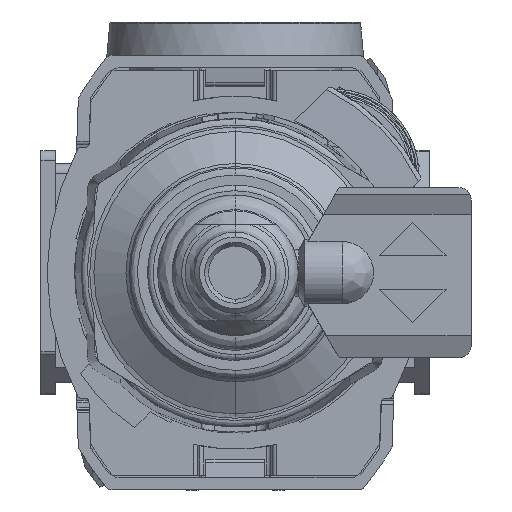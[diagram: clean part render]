
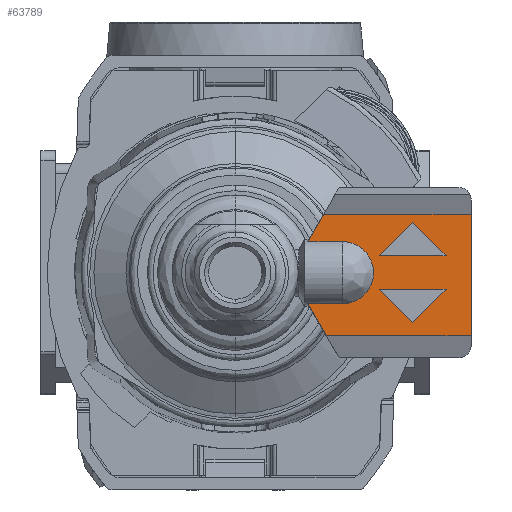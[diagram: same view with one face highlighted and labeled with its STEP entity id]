
A CAD part, front view. The second image highlights one B-rep face of the part: STEP entity #63789.
In plain terms, the highlighted planar face has unit normal (0, -1, 0).
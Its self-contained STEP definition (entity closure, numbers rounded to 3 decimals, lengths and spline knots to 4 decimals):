
#135 = ORIENTED_EDGE ( 'NONE', *, *, #24070, .F. ) ;
#740 = VECTOR ( 'NONE', #69917, 39.3701 ) ;
#1894 = AXIS2_PLACEMENT_3D ( 'NONE', #83568, #25678, #54192 ) ;
#2443 = VECTOR ( 'NONE', #66239, 39.3701 ) ;
#3341 = VERTEX_POINT ( 'NONE', #66462 ) ;
#3454 = ORIENTED_EDGE ( 'NONE', *, *, #40080, .F. ) ;
#5109 = LINE ( 'NONE', #34085, #78975 ) ;
#5142 = EDGE_CURVE ( 'NONE', #66794, #65673, #14544, .T. ) ;
#5843 = LINE ( 'NONE', #78460, #740 ) ;
#5852 = CARTESIAN_POINT ( 'NONE',  ( 1.1122, -4.2477, 0.2756 ) ) ;
#6794 = CARTESIAN_POINT ( 'NONE',  ( 1.1115, -4.2477, 0.2756 ) ) ;
#7195 = DIRECTION ( 'NONE',  ( 0.707, 0., -0.707 ) ) ;
#9370 = VERTEX_POINT ( 'NONE', #12064 ) ;
#9761 = VERTEX_POINT ( 'NONE', #36610 ) ;
#12064 = CARTESIAN_POINT ( 'NONE',  ( 0.3423, -4.2477, -0.1466 ) ) ;
#12547 = EDGE_CURVE ( 'NONE', #3341, #71088, #69404, .T. ) ;
#14544 = LINE ( 'NONE', #89481, #2443 ) ;
#16664 = PLANE ( 'NONE',  #1894 ) ;
#17620 = FACE_OUTER_BOUND ( 'NONE', #89851, .T. ) ;
#18131 = EDGE_CURVE ( 'NONE', #9370, #79302, #72212, .T. ) ;
#20270 = CARTESIAN_POINT ( 'NONE',  ( 0.5051, -4.2477, -0.1466 ) ) ;
#21165 = VECTOR ( 'NONE', #93807, 39.3701 ) ;
#23100 = CARTESIAN_POINT ( 'NONE',  ( 0.4168, -4.2477, 0.2756 ) ) ;
#23619 = EDGE_CURVE ( 'NONE', #79302, #28285, #74329, .T. ) ;
#24070 = EDGE_CURVE ( 'NONE', #66463, #89231, #5843, .T. ) ;
#24157 = DIRECTION ( 'NONE',  ( 0., -1., 0. ) ) ;
#24812 = CARTESIAN_POINT ( 'NONE',  ( 0.9933, -4.2477, 0.0787 ) ) ;
#25678 = DIRECTION ( 'NONE',  ( 0., 1., 0. ) ) ;
#27301 = VERTEX_POINT ( 'NONE', #6794 ) ;
#27312 = CARTESIAN_POINT ( 'NONE',  ( 0.4297, -4.2477, -0.2981 ) ) ;
#27485 = DIRECTION ( 'NONE',  ( -1., 0., 0. ) ) ;
#27637 = CARTESIAN_POINT ( 'NONE',  ( 0.6783, -4.2477, -0.0787 ) ) ;
#27861 = ORIENTED_EDGE ( 'NONE', *, *, #76808, .F. ) ;
#28285 = VERTEX_POINT ( 'NONE', #35311 ) ;
#28720 = ORIENTED_EDGE ( 'NONE', *, *, #73073, .F. ) ;
#31550 = DIRECTION ( 'NONE',  ( -1., 0., 0. ) ) ;
#31697 = LINE ( 'NONE', #60160, #33329 ) ;
#33329 = VECTOR ( 'NONE', #45937, 39.3701 ) ;
#33343 = LINE ( 'NONE', #24812, #40988 ) ;
#33479 = AXIS2_PLACEMENT_3D ( 'NONE', #67824, #24157, #45088 ) ;
#33556 = VECTOR ( 'NONE', #27485, 39.3701 ) ;
#34085 = CARTESIAN_POINT ( 'NONE',  ( 0.4297, -4.2477, -0.2981 ) ) ;
#34824 = DIRECTION ( 'NONE',  ( 1., 0., 0. ) ) ;
#35311 = CARTESIAN_POINT ( 'NONE',  ( 0.5051, -4.2477, 0.1466 ) ) ;
#36169 = CARTESIAN_POINT ( 'NONE',  ( 0.6626, -4.2477, -0.1466 ) ) ;
#36387 = LINE ( 'NONE', #64875, #21165 ) ;
#36610 = CARTESIAN_POINT ( 'NONE',  ( 0.8358, -4.2477, 0.2362 ) ) ;
#37087 = DIRECTION ( 'NONE',  ( 1., 0., 0. ) ) ;
#37509 = CARTESIAN_POINT ( 'NONE',  ( 0.6783, -4.2477, 0.0787 ) ) ;
#38280 = LINE ( 'NONE', #74299, #77755 ) ;
#38526 = FACE_BOUND ( 'NONE', #46712, .T. ) ;
#40080 = EDGE_CURVE ( 'NONE', #9761, #66463, #38280, .T. ) ;
#40392 = VERTEX_POINT ( 'NONE', #42981 ) ;
#40533 = VECTOR ( 'NONE', #34824, 39.3701 ) ;
#40988 = VECTOR ( 'NONE', #53783, 39.3701 ) ;
#42981 = CARTESIAN_POINT ( 'NONE',  ( 1.1115, -4.2477, -0.2981 ) ) ;
#44173 = LINE ( 'NONE', #82080, #55187 ) ;
#44613 = EDGE_CURVE ( 'NONE', #65673, #27301, #70879, .T. ) ;
#45088 = DIRECTION ( 'NONE',  ( 0., 0., -1. ) ) ;
#45937 = DIRECTION ( 'NONE',  ( -1., 0., 0. ) ) ;
#46099 = ORIENTED_EDGE ( 'NONE', *, *, #5142, .F. ) ;
#46712 = EDGE_LOOP ( 'NONE', ( #3454, #88931, #135 ) ) ;
#46813 = DIRECTION ( 'NONE',  ( -0.707, 0., -0.707 ) ) ;
#48559 = ORIENTED_EDGE ( 'NONE', *, *, #44613, .F. ) ;
#51099 = EDGE_CURVE ( 'NONE', #81626, #9370, #5109, .T. ) ;
#51397 = CARTESIAN_POINT ( 'NONE',  ( 0.9933, -4.2477, 0.0787 ) ) ;
#52149 = EDGE_LOOP ( 'NONE', ( #69838, #28720, #72757 ) ) ;
#52705 = DIRECTION ( 'NONE',  ( 0.707, 0., 0.707 ) ) ;
#53304 = CARTESIAN_POINT ( 'NONE',  ( 0.8358, -4.2477, -0.2362 ) ) ;
#53783 = DIRECTION ( 'NONE',  ( -0.707, 0., 0.707 ) ) ;
#54192 = DIRECTION ( 'NONE',  ( 0., 0., 1. ) ) ;
#55187 = VECTOR ( 'NONE', #52705, 39.3701 ) ;
#59159 = VECTOR ( 'NONE', #37087, 39.3701 ) ;
#59269 = EDGE_CURVE ( 'NONE', #62232, #3341, #31697, .T. ) ;
#59588 = EDGE_CURVE ( 'NONE', #89231, #9761, #33343, .T. ) ;
#60160 = CARTESIAN_POINT ( 'NONE',  ( 1.1122, -4.2477, -0.0787 ) ) ;
#62232 = VERTEX_POINT ( 'NONE', #89484 ) ;
#63016 = DIRECTION ( 'NONE',  ( -0.5, 0., 0.866 ) ) ;
#63789 = ADVANCED_FACE ( 'NONE', ( #38526, #17620, #90699 ), #16664, .F. ) ;
#64875 = CARTESIAN_POINT ( 'NONE',  ( 1.1115, -4.2477, 0.2756 ) ) ;
#64936 = CARTESIAN_POINT ( 'NONE',  ( 0.3423, -4.2477, 0.1466 ) ) ;
#65673 = VERTEX_POINT ( 'NONE', #23100 ) ;
#66028 = VECTOR ( 'NONE', #31550, 39.3701 ) ;
#66239 = DIRECTION ( 'NONE',  ( 0.5, 0., 0.866 ) ) ;
#66462 = CARTESIAN_POINT ( 'NONE',  ( 0.6783, -4.2477, -0.0787 ) ) ;
#66463 = VERTEX_POINT ( 'NONE', #37509 ) ;
#66794 = VERTEX_POINT ( 'NONE', #64936 ) ;
#67582 = CARTESIAN_POINT ( 'NONE',  ( 1.1122, -4.2477, -0.2981 ) ) ;
#67672 = ORIENTED_EDGE ( 'NONE', *, *, #51099, .F. ) ;
#67824 = CARTESIAN_POINT ( 'NONE',  ( 0.5051, -4.2477, 0. ) ) ;
#68687 = ORIENTED_EDGE ( 'NONE', *, *, #18131, .F. ) ;
#69404 = LINE ( 'NONE', #27637, #76263 ) ;
#69838 = ORIENTED_EDGE ( 'NONE', *, *, #59269, .F. ) ;
#69917 = DIRECTION ( 'NONE',  ( 1., 0., 0. ) ) ;
#70108 = EDGE_CURVE ( 'NONE', #28285, #66794, #85382, .T. ) ;
#70879 = LINE ( 'NONE', #5852, #40533 ) ;
#71088 = VERTEX_POINT ( 'NONE', #53304 ) ;
#72212 = LINE ( 'NONE', #36169, #59159 ) ;
#72271 = ORIENTED_EDGE ( 'NONE', *, *, #70108, .F. ) ;
#72757 = ORIENTED_EDGE ( 'NONE', *, *, #12547, .F. ) ;
#73073 = EDGE_CURVE ( 'NONE', #71088, #62232, #44173, .T. ) ;
#74199 = LINE ( 'NONE', #67582, #66028 ) ;
#74299 = CARTESIAN_POINT ( 'NONE',  ( 0.8358, -4.2477, 0.2362 ) ) ;
#74329 = CIRCLE ( 'NONE', #33479, 0.1466 ) ;
#76263 = VECTOR ( 'NONE', #7195, 39.3701 ) ;
#76808 = EDGE_CURVE ( 'NONE', #40392, #81626, #74199, .T. ) ;
#76958 = ORIENTED_EDGE ( 'NONE', *, *, #80384, .F. ) ;
#77301 = CARTESIAN_POINT ( 'NONE',  ( 0.6626, -4.2477, 0.1466 ) ) ;
#77755 = VECTOR ( 'NONE', #46813, 39.3701 ) ;
#78460 = CARTESIAN_POINT ( 'NONE',  ( 1.1122, -4.2477, 0.0787 ) ) ;
#78975 = VECTOR ( 'NONE', #63016, 39.3701 ) ;
#79302 = VERTEX_POINT ( 'NONE', #20270 ) ;
#80384 = EDGE_CURVE ( 'NONE', #27301, #40392, #36387, .T. ) ;
#81626 = VERTEX_POINT ( 'NONE', #27312 ) ;
#82080 = CARTESIAN_POINT ( 'NONE',  ( 0.8358, -4.2477, -0.2362 ) ) ;
#83568 = CARTESIAN_POINT ( 'NONE',  ( 1.1122, -4.2477, 0.2756 ) ) ;
#85382 = LINE ( 'NONE', #77301, #33556 ) ;
#87840 = ORIENTED_EDGE ( 'NONE', *, *, #23619, .F. ) ;
#88931 = ORIENTED_EDGE ( 'NONE', *, *, #59588, .F. ) ;
#89231 = VERTEX_POINT ( 'NONE', #51397 ) ;
#89481 = CARTESIAN_POINT ( 'NONE',  ( 0.2576, -4.2477, 0. ) ) ;
#89484 = CARTESIAN_POINT ( 'NONE',  ( 0.9933, -4.2477, -0.0787 ) ) ;
#89851 = EDGE_LOOP ( 'NONE', ( #87840, #68687, #67672, #27861, #76958, #48559, #46099, #72271 ) ) ;
#90699 = FACE_BOUND ( 'NONE', #52149, .T. ) ;
#93807 = DIRECTION ( 'NONE',  ( 0., 0., -1. ) ) ;
